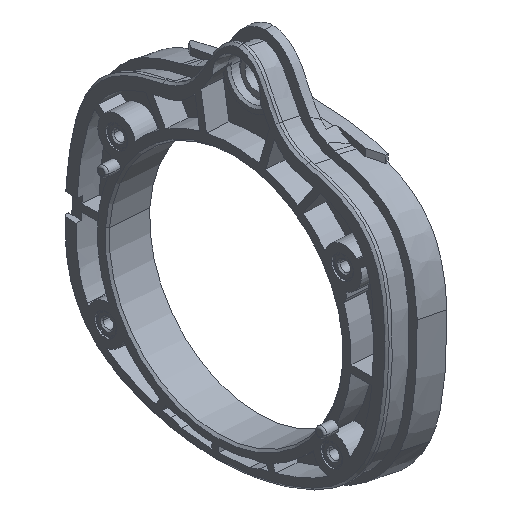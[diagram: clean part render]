
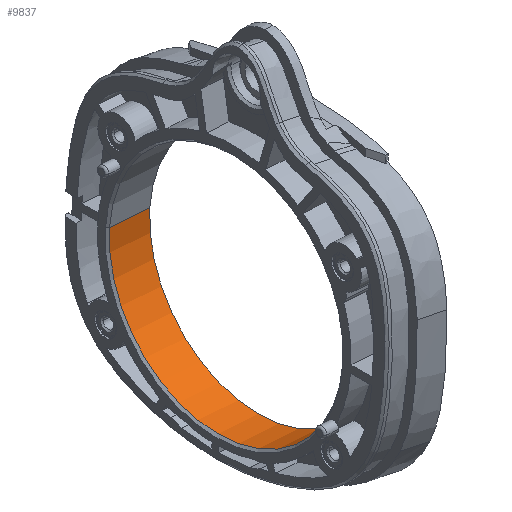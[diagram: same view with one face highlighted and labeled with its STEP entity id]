
A CAD part, isometric view. The second image highlights one B-rep face of the part: STEP entity #9837.
In plain terms, the highlighted cylindrical face has radius 17.05 mm (diameter 34.1 mm), a partial arc.
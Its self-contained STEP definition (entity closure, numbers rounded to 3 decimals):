
#4246=CARTESIAN_POINT('',(18.698,0.,47.812));
#4247=DIRECTION('',(0.998,0.,-0.07));
#4248=DIRECTION('',(0.,-1.,0.));
#4249=AXIS2_PLACEMENT_3D('',#4246,#4247,#4248);
#4254=DIRECTION('',(0.998,0.,-0.07));
#4255=VECTOR('',#4254,5.9);
#4256=CARTESIAN_POINT('',(18.698,17.05,47.812));
#4257=LINE('',#4256,#4255);
#4261=CARTESIAN_POINT('',(24.584,0.,47.401));
#4262=DIRECTION('',(-0.998,0.,0.07));
#4263=DIRECTION('',(0.,1.,0.));
#4264=AXIS2_PLACEMENT_3D('',#4261,#4262,#4263);
#4269=DIRECTION('',(-0.998,0.,0.07));
#4270=VECTOR('',#4269,5.9);
#4271=CARTESIAN_POINT('',(24.584,-17.05,47.401));
#4272=LINE('',#4271,#4270);
#5405=CARTESIAN_POINT('',(24.584,-17.05,47.401));
#5406=CARTESIAN_POINT('',(24.584,17.05,47.401));
#5407=VERTEX_POINT('',#5405);
#5408=VERTEX_POINT('',#5406);
#5413=CARTESIAN_POINT('',(18.698,-17.05,47.812));
#5414=CARTESIAN_POINT('',(18.698,17.05,47.812));
#5415=VERTEX_POINT('',#5413);
#5416=VERTEX_POINT('',#5414);
#9826=CARTESIAN_POINT('',(29.866,0.,47.032));
#9827=DIRECTION('',(0.998,0.,-0.07));
#9828=DIRECTION('',(0.,-1.,0.));
#9829=AXIS2_PLACEMENT_3D('',#9826,#9827,#9828);
#9830=CYLINDRICAL_SURFACE('',#9829,17.05);
#9831=ORIENTED_EDGE('',*,*,#9820,.T.);
#9832=ORIENTED_EDGE('',*,*,#9794,.T.);
#9833=ORIENTED_EDGE('',*,*,#9779,.T.);
#9834=ORIENTED_EDGE('',*,*,#9791,.T.);
#9835=EDGE_LOOP('',(#9831,#9832,#9833,#9834));
#9836=FACE_OUTER_BOUND('',#9835,.F.);
#4250=CIRCLE('',#4249,17.05);
#4265=CIRCLE('',#4264,17.05);
#9779=EDGE_CURVE('',#5408,#5407,#4265,.T.);
#9791=EDGE_CURVE('',#5407,#5415,#4272,.T.);
#9794=EDGE_CURVE('',#5416,#5408,#4257,.T.);
#9820=EDGE_CURVE('',#5415,#5416,#4250,.T.);
#9837=ADVANCED_FACE('',(#9836),#9830,.F.);
